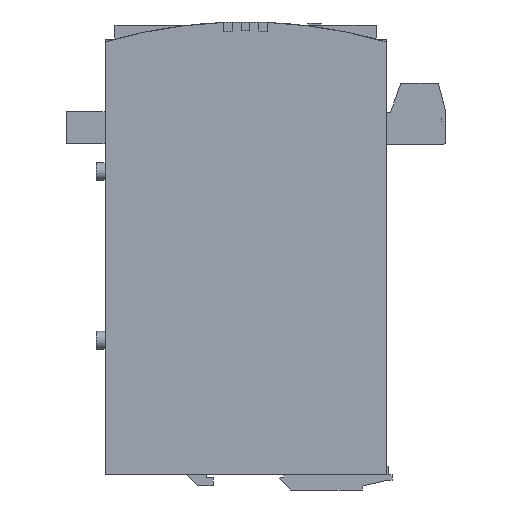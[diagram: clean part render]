
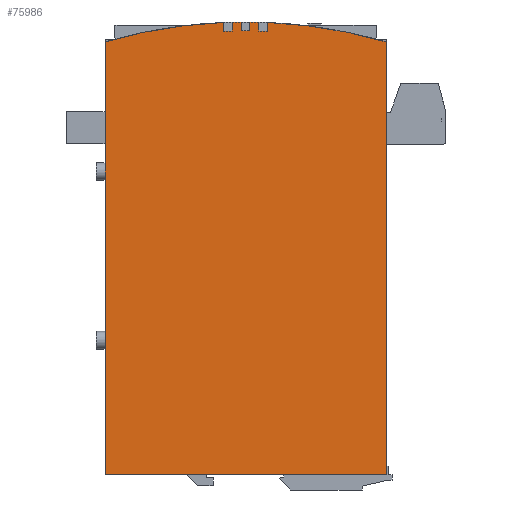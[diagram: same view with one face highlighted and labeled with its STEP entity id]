
A CAD part, left-side view. The second image highlights one B-rep face of the part: STEP entity #75986.
In plain terms, the highlighted planar face has unit normal (-1, 0, 0).
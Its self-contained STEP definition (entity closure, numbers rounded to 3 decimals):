
#98 = EDGE_CURVE ( 'NONE', #43718, #13663, #99012, .T. ) ;
#368 = VECTOR ( 'NONE', #95567, 1000. ) ;
#419 = AXIS2_PLACEMENT_3D ( 'NONE', #5787, #64178, #72594 ) ;
#1359 = CARTESIAN_POINT ( 'NONE',  ( -28.5, 0., -210. ) ) ;
#2092 = DIRECTION ( 'NONE',  ( 0., 0., -1. ) ) ;
#2130 = DIRECTION ( 'NONE',  ( 0., 0., 1. ) ) ;
#2477 = CARTESIAN_POINT ( 'NONE',  ( -28.5, 0., -210. ) ) ;
#3602 = VERTEX_POINT ( 'NONE', #28085 ) ;
#4129 = VECTOR ( 'NONE', #60338, 1000. ) ;
#5194 = ORIENTED_EDGE ( 'NONE', *, *, #82815, .F. ) ;
#5787 = CARTESIAN_POINT ( 'NONE',  ( -28.5, 0., -210. ) ) ;
#6218 = CARTESIAN_POINT ( 'NONE',  ( -28.5, -63.5, 11.061 ) ) ;
#6283 = LINE ( 'NONE', #61753, #70290 ) ;
#6334 = ORIENTED_EDGE ( 'NONE', *, *, #92888, .F. ) ;
#6528 = VERTEX_POINT ( 'NONE', #29385 ) ;
#7054 = DIRECTION ( 'NONE',  ( 0., 0., 1. ) ) ;
#7769 = CIRCLE ( 'NONE', #78204, 230. ) ;
#8403 = FACE_OUTER_BOUND ( 'NONE', #98040, .T. ) ;
#9408 = CARTESIAN_POINT ( 'NONE',  ( -28.5, 0., -210. ) ) ;
#10375 = DIRECTION ( 'NONE',  ( 0., 0., -1. ) ) ;
#12087 = DIRECTION ( 'NONE',  ( 0., 0., -1. ) ) ;
#13663 = VERTEX_POINT ( 'NONE', #58271 ) ;
#16219 = AXIS2_PLACEMENT_3D ( 'NONE', #9408, #43707, #33862 ) ;
#16244 = ORIENTED_EDGE ( 'NONE', *, *, #37372, .F. ) ;
#17711 = ORIENTED_EDGE ( 'NONE', *, *, #60875, .F. ) ;
#17741 = AXIS2_PLACEMENT_3D ( 'NONE', #87283, #54060, #12087 ) ;
#19679 = DIRECTION ( 'NONE',  ( 1., 0., 0. ) ) ;
#19743 = ORIENTED_EDGE ( 'NONE', *, *, #98, .F. ) ;
#19938 = CIRCLE ( 'NONE', #51030, 226. ) ;
#23338 = CARTESIAN_POINT ( 'NONE',  ( -28.5, 0., -210. ) ) ;
#25554 = CARTESIAN_POINT ( 'NONE',  ( -28.5, -2., 19.991 ) ) ;
#25941 = DIRECTION ( 'NONE',  ( 0., 0., 1. ) ) ;
#26045 = EDGE_CURVE ( 'NONE', #58868, #37651, #58425, .T. ) ;
#26329 = LINE ( 'NONE', #77495, #4129 ) ;
#26693 = CARTESIAN_POINT ( 'NONE',  ( -28.5, -10., 15.779 ) ) ;
#26782 = ORIENTED_EDGE ( 'NONE', *, *, #30088, .F. ) ;
#27805 = EDGE_CURVE ( 'NONE', #53701, #78075, #50144, .T. ) ;
#28085 = CARTESIAN_POINT ( 'NONE',  ( -28.5, 6., 19.922 ) ) ;
#28464 = AXIS2_PLACEMENT_3D ( 'NONE', #1359, #43752, #2092 ) ;
#28821 = CARTESIAN_POINT ( 'NONE',  ( -28.5, -2., 15.991 ) ) ;
#29357 = EDGE_CURVE ( 'NONE', #99860, #82160, #96705, .T. ) ;
#29385 = CARTESIAN_POINT ( 'NONE',  ( -28.5, 2., 15.991 ) ) ;
#30088 = EDGE_CURVE ( 'NONE', #6528, #99860, #50929, .T. ) ;
#31086 = CARTESIAN_POINT ( 'NONE',  ( -28.5, -6., 19.922 ) ) ;
#31518 = LINE ( 'NONE', #28821, #57604 ) ;
#32090 = DIRECTION ( 'NONE',  ( 1., 0., 0. ) ) ;
#32114 = CARTESIAN_POINT ( 'NONE',  ( -28.5, -63.5, -184.5 ) ) ;
#32448 = DIRECTION ( 'NONE',  ( 0., 0., -1. ) ) ;
#33862 = DIRECTION ( 'NONE',  ( 0., 0., -1. ) ) ;
#34166 = EDGE_CURVE ( 'NONE', #92107, #53701, #26329, .T. ) ;
#35738 = ORIENTED_EDGE ( 'NONE', *, *, #104379, .F. ) ;
#37372 = EDGE_CURVE ( 'NONE', #53788, #43718, #75931, .T. ) ;
#37651 = VERTEX_POINT ( 'NONE', #32114 ) ;
#38816 = DIRECTION ( 'NONE',  ( 0., 0., 1. ) ) ;
#41669 = DIRECTION ( 'NONE',  ( 0., 0., -1. ) ) ;
#43113 = VECTOR ( 'NONE', #57667, 1000. ) ;
#43707 = DIRECTION ( 'NONE',  ( 1., 0., 0. ) ) ;
#43718 = VERTEX_POINT ( 'NONE', #31086 ) ;
#43752 = DIRECTION ( 'NONE',  ( 1., 0., 0. ) ) ;
#45316 = DIRECTION ( 'NONE',  ( 0., 0., 1. ) ) ;
#45534 = CARTESIAN_POINT ( 'NONE',  ( -28.5, -10., 15.779 ) ) ;
#46301 = CARTESIAN_POINT ( 'NONE',  ( -28.5, 0., 16. ) ) ;
#46512 = VECTOR ( 'NONE', #99405, 1000. ) ;
#48286 = CARTESIAN_POINT ( 'NONE',  ( -28.5, 63.5, -184.5 ) ) ;
#49983 = VERTEX_POINT ( 'NONE', #83980 ) ;
#50144 = CIRCLE ( 'NONE', #84263, 226. ) ;
#50929 = CIRCLE ( 'NONE', #419, 226. ) ;
#51030 = AXIS2_PLACEMENT_3D ( 'NONE', #2477, #19679, #2130 ) ;
#53701 = VERTEX_POINT ( 'NONE', #83599 ) ;
#53788 = VERTEX_POINT ( 'NONE', #25554 ) ;
#54060 = DIRECTION ( 'NONE',  ( 1., 0., 0. ) ) ;
#55629 = ORIENTED_EDGE ( 'NONE', *, *, #34166, .F. ) ;
#55800 = ORIENTED_EDGE ( 'NONE', *, *, #65053, .F. ) ;
#56006 = CARTESIAN_POINT ( 'NONE',  ( -28.5, 2., 19.991 ) ) ;
#56693 = AXIS2_PLACEMENT_3D ( 'NONE', #75969, #101147, #41669 ) ;
#57039 = CARTESIAN_POINT ( 'NONE',  ( -28.5, 0., -210. ) ) ;
#57604 = VECTOR ( 'NONE', #79207, 1000. ) ;
#57607 = DIRECTION ( 'NONE',  ( 0., 0., -1. ) ) ;
#57667 = DIRECTION ( 'NONE',  ( 0., 0., 1. ) ) ;
#58271 = CARTESIAN_POINT ( 'NONE',  ( -28.5, -6., 15.92 ) ) ;
#58425 = LINE ( 'NONE', #94693, #71517 ) ;
#58868 = VERTEX_POINT ( 'NONE', #6218 ) ;
#60338 = DIRECTION ( 'NONE',  ( 0., 0., -1. ) ) ;
#60875 = EDGE_CURVE ( 'NONE', #3602, #92750, #7769, .T. ) ;
#61644 = EDGE_CURVE ( 'NONE', #78075, #3602, #6283, .T. ) ;
#61753 = CARTESIAN_POINT ( 'NONE',  ( -28.5, 6., 15.92 ) ) ;
#62155 = ORIENTED_EDGE ( 'NONE', *, *, #29357, .F. ) ;
#64104 = VERTEX_POINT ( 'NONE', #89763 ) ;
#64178 = DIRECTION ( 'NONE',  ( 1., 0., 0. ) ) ;
#65053 = EDGE_CURVE ( 'NONE', #13663, #107616, #19938, .T. ) ;
#66594 = ORIENTED_EDGE ( 'NONE', *, *, #61644, .F. ) ;
#67107 = PLANE ( 'NONE',  #16219 ) ;
#68728 = LINE ( 'NONE', #82971, #46512 ) ;
#68914 = AXIS2_PLACEMENT_3D ( 'NONE', #72405, #97931, #38816 ) ;
#70290 = VECTOR ( 'NONE', #45316, 1000. ) ;
#71517 = VECTOR ( 'NONE', #10375, 1000. ) ;
#71578 = VECTOR ( 'NONE', #57607, 1000. ) ;
#72405 = CARTESIAN_POINT ( 'NONE',  ( -28.5, 0., -210. ) ) ;
#72594 = DIRECTION ( 'NONE',  ( 0., 0., 1. ) ) ;
#74552 = DIRECTION ( 'NONE',  ( 1., 0., 0. ) ) ;
#74771 = CARTESIAN_POINT ( 'NONE',  ( -28.5, -6., 15.92 ) ) ;
#75623 = EDGE_CURVE ( 'NONE', #82160, #53788, #31518, .T. ) ;
#75931 = CIRCLE ( 'NONE', #17741, 230. ) ;
#75969 = CARTESIAN_POINT ( 'NONE',  ( -28.5, 0., -210. ) ) ;
#75986 = ADVANCED_FACE ( 'NONE', ( #8403 ), #67107, .F. ) ;
#76231 = ORIENTED_EDGE ( 'NONE', *, *, #81463, .F. ) ;
#77274 = ORIENTED_EDGE ( 'NONE', *, *, #27805, .F. ) ;
#77495 = CARTESIAN_POINT ( 'NONE',  ( -28.5, 10., 15.779 ) ) ;
#78075 = VERTEX_POINT ( 'NONE', #96157 ) ;
#78204 = AXIS2_PLACEMENT_3D ( 'NONE', #23338, #32090, #32448 ) ;
#79207 = DIRECTION ( 'NONE',  ( 0., 0., 1. ) ) ;
#80761 = EDGE_CURVE ( 'NONE', #107616, #64104, #85344, .T. ) ;
#81463 = EDGE_CURVE ( 'NONE', #37651, #106663, #89253, .T. ) ;
#81948 = CARTESIAN_POINT ( 'NONE',  ( -28.5, -2., 15.991 ) ) ;
#82160 = VERTEX_POINT ( 'NONE', #81948 ) ;
#82469 = CARTESIAN_POINT ( 'NONE',  ( -28.5, 63.5, -184.5 ) ) ;
#82815 = EDGE_CURVE ( 'NONE', #64104, #58868, #100667, .T. ) ;
#82971 = CARTESIAN_POINT ( 'NONE',  ( -28.5, 2., 15.991 ) ) ;
#83599 = CARTESIAN_POINT ( 'NONE',  ( -28.5, 10., 15.779 ) ) ;
#83980 = CARTESIAN_POINT ( 'NONE',  ( -28.5, 63.5, 11.061 ) ) ;
#84263 = AXIS2_PLACEMENT_3D ( 'NONE', #57039, #74552, #7054 ) ;
#85344 = LINE ( 'NONE', #26693, #104939 ) ;
#85351 = ORIENTED_EDGE ( 'NONE', *, *, #80761, .F. ) ;
#87186 = CARTESIAN_POINT ( 'NONE',  ( -28.5, 63.5, -184.5 ) ) ;
#87283 = CARTESIAN_POINT ( 'NONE',  ( -28.5, 0., -210. ) ) ;
#87528 = LINE ( 'NONE', #82469, #43113 ) ;
#89253 = LINE ( 'NONE', #87186, #368 ) ;
#89763 = CARTESIAN_POINT ( 'NONE',  ( -28.5, -10., 19.783 ) ) ;
#90976 = ORIENTED_EDGE ( 'NONE', *, *, #75623, .F. ) ;
#92107 = VERTEX_POINT ( 'NONE', #95159 ) ;
#92750 = VERTEX_POINT ( 'NONE', #56006 ) ;
#92888 = EDGE_CURVE ( 'NONE', #92750, #6528, #68728, .T. ) ;
#94693 = CARTESIAN_POINT ( 'NONE',  ( -28.5, -63.5, -184.5 ) ) ;
#95159 = CARTESIAN_POINT ( 'NONE',  ( -28.5, 10., 19.783 ) ) ;
#95567 = DIRECTION ( 'NONE',  ( 0., 1., 0. ) ) ;
#96157 = CARTESIAN_POINT ( 'NONE',  ( -28.5, 6., 15.92 ) ) ;
#96705 = CIRCLE ( 'NONE', #68914, 226. ) ;
#97931 = DIRECTION ( 'NONE',  ( 1., 0., 0. ) ) ;
#98040 = EDGE_LOOP ( 'NONE', ( #77274, #55629, #35738, #101993, #76231, #103556, #5194, #85351, #55800, #19743, #16244, #90976, #62155, #26782, #6334, #17711, #66594 ) ) ;
#99012 = LINE ( 'NONE', #74771, #71578 ) ;
#99405 = DIRECTION ( 'NONE',  ( 0., 0., -1. ) ) ;
#99860 = VERTEX_POINT ( 'NONE', #46301 ) ;
#100424 = CIRCLE ( 'NONE', #28464, 230. ) ;
#100667 = CIRCLE ( 'NONE', #56693, 230. ) ;
#101147 = DIRECTION ( 'NONE',  ( 1., 0., 0. ) ) ;
#101289 = EDGE_CURVE ( 'NONE', #106663, #49983, #87528, .T. ) ;
#101993 = ORIENTED_EDGE ( 'NONE', *, *, #101289, .F. ) ;
#103556 = ORIENTED_EDGE ( 'NONE', *, *, #26045, .F. ) ;
#104379 = EDGE_CURVE ( 'NONE', #49983, #92107, #100424, .T. ) ;
#104939 = VECTOR ( 'NONE', #25941, 1000. ) ;
#106663 = VERTEX_POINT ( 'NONE', #48286 ) ;
#107616 = VERTEX_POINT ( 'NONE', #45534 ) ;
